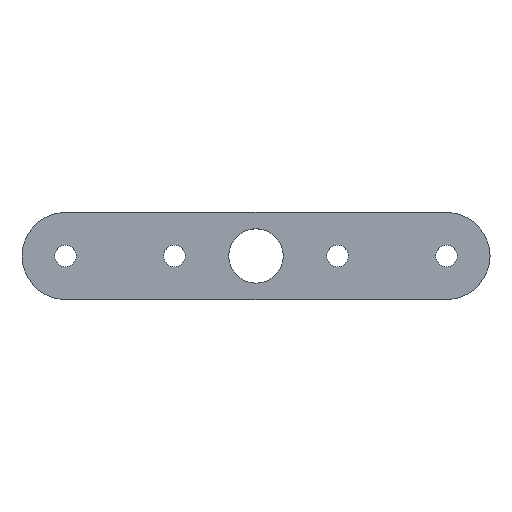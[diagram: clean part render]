
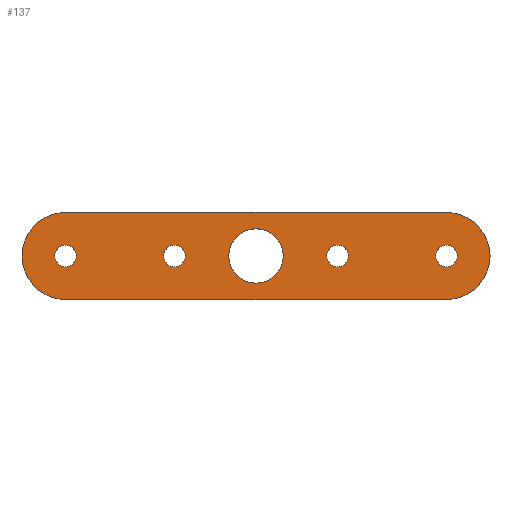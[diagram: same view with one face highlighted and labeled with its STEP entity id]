
A CAD part, top view. The second image highlights one B-rep face of the part: STEP entity #137.
In plain terms, the highlighted planar face has unit normal (0, 0, 1).
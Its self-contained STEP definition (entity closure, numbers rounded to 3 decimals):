
#17 = CARTESIAN_POINT ( 'NONE',  ( 13., 0., 2. ) ) ;
#22 = AXIS2_PLACEMENT_3D ( 'NONE', #576, #438, #499 ) ;
#23 = DIRECTION ( 'NONE',  ( 0., 0., 1. ) ) ;
#24 = EDGE_CURVE ( 'NONE', #252, #209, #442, .T. ) ;
#26 = CARTESIAN_POINT ( 'NONE',  ( 0., 0., 2. ) ) ;
#27 = AXIS2_PLACEMENT_3D ( 'NONE', #580, #433, #384 ) ;
#33 = EDGE_CURVE ( 'NONE', #158, #189, #641, .T. ) ;
#35 = CARTESIAN_POINT ( 'NONE',  ( -5., 0., 2. ) ) ;
#42 = DIRECTION ( 'NONE',  ( 1., 0., 0. ) ) ;
#43 = ORIENTED_EDGE ( 'NONE', *, *, #446, .T. ) ;
#49 = DIRECTION ( 'NONE',  ( 0., 0., 1. ) ) ;
#52 = CARTESIAN_POINT ( 'NONE',  ( -13., 0., 2. ) ) ;
#53 = DIRECTION ( 'NONE',  ( 0., 0., 1. ) ) ;
#67 = CARTESIAN_POINT ( 'NONE',  ( 35., 0., 2. ) ) ;
#69 = DIRECTION ( 'NONE',  ( 1., 0., 0. ) ) ;
#73 = ORIENTED_EDGE ( 'NONE', *, *, #240, .T. ) ;
#75 = DIRECTION ( 'NONE',  ( 1., 0., 0. ) ) ;
#77 = DIRECTION ( 'NONE',  ( 1., 0., 0. ) ) ;
#80 = DIRECTION ( 'NONE',  ( 0., 0., 1. ) ) ;
#82 = AXIS2_PLACEMENT_3D ( 'NONE', #295, #49, #505 ) ;
#85 = AXIS2_PLACEMENT_3D ( 'NONE', #530, #368, #280 ) ;
#86 = FACE_BOUND ( 'NONE', #412, .T. ) ;
#87 = ORIENTED_EDGE ( 'NONE', *, *, #570, .T. ) ;
#91 = VECTOR ( 'NONE', #69, 1000. ) ;
#92 = DIRECTION ( 'NONE',  ( 1., 0., 0. ) ) ;
#99 = CARTESIAN_POINT ( 'NONE',  ( 35., 8., 2. ) ) ;
#104 = CARTESIAN_POINT ( 'NONE',  ( -35., 8., 2. ) ) ;
#108 = CARTESIAN_POINT ( 'NONE',  ( -35., -8., 2. ) ) ;
#122 = DIRECTION ( 'NONE',  ( 1., 0., 0. ) ) ;
#130 = FACE_BOUND ( 'NONE', #517, .T. ) ;
#131 = DIRECTION ( 'NONE',  ( 1., 0., 0. ) ) ;
#133 = FACE_OUTER_BOUND ( 'NONE', #520, .T. ) ;
#135 = CARTESIAN_POINT ( 'NONE',  ( -35., 0., 2. ) ) ;
#137 = ADVANCED_FACE ( 'NONE', ( #86, #281, #133, #130, #630, #533 ), #325, .T. ) ;
#141 = CIRCLE ( 'NONE', #512, 2. ) ;
#156 = CARTESIAN_POINT ( 'NONE',  ( -43., 0., 2. ) ) ;
#158 = VERTEX_POINT ( 'NONE', #528 ) ;
#161 = EDGE_CURVE ( 'NONE', #507, #597, #141, .T. ) ;
#162 = VERTEX_POINT ( 'NONE', #383 ) ;
#168 = DIRECTION ( 'NONE',  ( 1., 0., 0. ) ) ;
#169 = CIRCLE ( 'NONE', #571, 8. ) ;
#171 = CIRCLE ( 'NONE', #398, 8. ) ;
#174 = EDGE_CURVE ( 'NONE', #350, #553, #223, .T. ) ;
#177 = CARTESIAN_POINT ( 'NONE',  ( -37., 0., 2. ) ) ;
#179 = CARTESIAN_POINT ( 'NONE',  ( 33., 0., 2. ) ) ;
#183 = DIRECTION ( 'NONE',  ( 0., 0., 1. ) ) ;
#189 = VERTEX_POINT ( 'NONE', #52 ) ;
#195 = VECTOR ( 'NONE', #562, 1000. ) ;
#209 = VERTEX_POINT ( 'NONE', #241 ) ;
#212 = DIRECTION ( 'NONE',  ( 1., 0., 0. ) ) ;
#217 = EDGE_CURVE ( 'NONE', #559, #602, #613, .T. ) ;
#218 = CIRCLE ( 'NONE', #327, 8. ) ;
#223 = CIRCLE ( 'NONE', #27, 2. ) ;
#240 = EDGE_CURVE ( 'NONE', #444, #162, #218, .T. ) ;
#241 = CARTESIAN_POINT ( 'NONE',  ( 37., 0., 2. ) ) ;
#252 = VERTEX_POINT ( 'NONE', #179 ) ;
#257 = VERTEX_POINT ( 'NONE', #99 ) ;
#260 = AXIS2_PLACEMENT_3D ( 'NONE', #403, #457, #212 ) ;
#261 = ORIENTED_EDGE ( 'NONE', *, *, #161, .F. ) ;
#265 = LINE ( 'NONE', #416, #195 ) ;
#268 = EDGE_CURVE ( 'NONE', #209, #252, #529, .T. ) ;
#270 = ORIENTED_EDGE ( 'NONE', *, *, #367, .T. ) ;
#280 = DIRECTION ( 'NONE',  ( 1., 0., 0. ) ) ;
#281 = FACE_BOUND ( 'NONE', #453, .T. ) ;
#282 = AXIS2_PLACEMENT_3D ( 'NONE', #572, #23, #75 ) ;
#285 = VERTEX_POINT ( 'NONE', #104 ) ;
#295 = CARTESIAN_POINT ( 'NONE',  ( 0., 0., 2. ) ) ;
#307 = EDGE_LOOP ( 'NONE', ( #636, #351 ) ) ;
#308 = ORIENTED_EDGE ( 'NONE', *, *, #555, .F. ) ;
#315 = CIRCLE ( 'NONE', #85, 2. ) ;
#317 = CARTESIAN_POINT ( 'NONE',  ( 35., -8., 2. ) ) ;
#321 = DIRECTION ( 'NONE',  ( 0., 0., 1. ) ) ;
#324 = CARTESIAN_POINT ( 'NONE',  ( 17., 0., 2. ) ) ;
#325 = PLANE ( 'NONE',  #439 ) ;
#327 = AXIS2_PLACEMENT_3D ( 'NONE', #646, #425, #131 ) ;
#334 = EDGE_CURVE ( 'NONE', #257, #285, #265, .T. ) ;
#343 = CARTESIAN_POINT ( 'NONE',  ( -15., 0., 2. ) ) ;
#349 = LINE ( 'NONE', #108, #91 ) ;
#350 = VERTEX_POINT ( 'NONE', #17 ) ;
#351 = ORIENTED_EDGE ( 'NONE', *, *, #510, .F. ) ;
#365 = CARTESIAN_POINT ( 'NONE',  ( -35., 0., 2. ) ) ;
#367 = EDGE_CURVE ( 'NONE', #593, #257, #169, .T. ) ;
#368 = DIRECTION ( 'NONE',  ( 0., 0., 1. ) ) ;
#383 = CARTESIAN_POINT ( 'NONE',  ( -35., -8., 2. ) ) ;
#384 = DIRECTION ( 'NONE',  ( 1., 0., 0. ) ) ;
#398 = AXIS2_PLACEMENT_3D ( 'NONE', #365, #422, #122 ) ;
#400 = ORIENTED_EDGE ( 'NONE', *, *, #585, .F. ) ;
#403 = CARTESIAN_POINT ( 'NONE',  ( 35., 0., 2. ) ) ;
#412 = EDGE_LOOP ( 'NONE', ( #415, #400 ) ) ;
#415 = ORIENTED_EDGE ( 'NONE', *, *, #33, .F. ) ;
#416 = CARTESIAN_POINT ( 'NONE',  ( -35., 8., 2. ) ) ;
#420 = DIRECTION ( 'NONE',  ( 0., 0., 1. ) ) ;
#422 = DIRECTION ( 'NONE',  ( 0., 0., 1. ) ) ;
#425 = DIRECTION ( 'NONE',  ( 0., 0., 1. ) ) ;
#431 = CIRCLE ( 'NONE', #522, 2. ) ;
#433 = DIRECTION ( 'NONE',  ( 0., 0., 1. ) ) ;
#438 = DIRECTION ( 'NONE',  ( 0., 0., 1. ) ) ;
#439 = AXIS2_PLACEMENT_3D ( 'NONE', #485, #183, #92 ) ;
#442 = CIRCLE ( 'NONE', #260, 2. ) ;
#444 = VERTEX_POINT ( 'NONE', #156 ) ;
#446 = EDGE_CURVE ( 'NONE', #162, #593, #349, .T. ) ;
#453 = EDGE_LOOP ( 'NONE', ( #261, #308 ) ) ;
#457 = DIRECTION ( 'NONE',  ( 0., 0., 1. ) ) ;
#460 = ORIENTED_EDGE ( 'NONE', *, *, #217, .F. ) ;
#471 = CARTESIAN_POINT ( 'NONE',  ( 5., 0., 2. ) ) ;
#485 = CARTESIAN_POINT ( 'NONE',  ( -35., 0., 2. ) ) ;
#499 = DIRECTION ( 'NONE',  ( 1., 0., 0. ) ) ;
#505 = DIRECTION ( 'NONE',  ( 1., 0., 0. ) ) ;
#507 = VERTEX_POINT ( 'NONE', #177 ) ;
#510 = EDGE_CURVE ( 'NONE', #553, #350, #431, .T. ) ;
#511 = ORIENTED_EDGE ( 'NONE', *, *, #612, .F. ) ;
#512 = AXIS2_PLACEMENT_3D ( 'NONE', #135, #80, #42 ) ;
#517 = EDGE_LOOP ( 'NONE', ( #645, #560 ) ) ;
#519 = CIRCLE ( 'NONE', #615, 5. ) ;
#520 = EDGE_LOOP ( 'NONE', ( #87, #73, #43, #270, #611 ) ) ;
#522 = AXIS2_PLACEMENT_3D ( 'NONE', #577, #321, #77 ) ;
#528 = CARTESIAN_POINT ( 'NONE',  ( -17., 0., 2. ) ) ;
#529 = CIRCLE ( 'NONE', #22, 2. ) ;
#530 = CARTESIAN_POINT ( 'NONE',  ( -35., 0., 2. ) ) ;
#533 = FACE_BOUND ( 'NONE', #538, .T. ) ;
#535 = CIRCLE ( 'NONE', #282, 2. ) ;
#538 = EDGE_LOOP ( 'NONE', ( #460, #511 ) ) ;
#547 = DIRECTION ( 'NONE',  ( 1., 0., 0. ) ) ;
#553 = VERTEX_POINT ( 'NONE', #324 ) ;
#555 = EDGE_CURVE ( 'NONE', #597, #507, #315, .T. ) ;
#558 = DIRECTION ( 'NONE',  ( 0., 0., 1. ) ) ;
#559 = VERTEX_POINT ( 'NONE', #35 ) ;
#560 = ORIENTED_EDGE ( 'NONE', *, *, #268, .F. ) ;
#562 = DIRECTION ( 'NONE',  ( -1., 0., 0. ) ) ;
#570 = EDGE_CURVE ( 'NONE', #285, #444, #171, .T. ) ;
#571 = AXIS2_PLACEMENT_3D ( 'NONE', #67, #558, #168 ) ;
#572 = CARTESIAN_POINT ( 'NONE',  ( -15., 0., 2. ) ) ;
#573 = CARTESIAN_POINT ( 'NONE',  ( -33., 0., 2. ) ) ;
#576 = CARTESIAN_POINT ( 'NONE',  ( 35., 0., 2. ) ) ;
#577 = CARTESIAN_POINT ( 'NONE',  ( 15., 0., 2. ) ) ;
#580 = CARTESIAN_POINT ( 'NONE',  ( 15., 0., 2. ) ) ;
#585 = EDGE_CURVE ( 'NONE', #189, #158, #535, .T. ) ;
#593 = VERTEX_POINT ( 'NONE', #317 ) ;
#597 = VERTEX_POINT ( 'NONE', #573 ) ;
#602 = VERTEX_POINT ( 'NONE', #471 ) ;
#611 = ORIENTED_EDGE ( 'NONE', *, *, #334, .T. ) ;
#612 = EDGE_CURVE ( 'NONE', #602, #559, #519, .T. ) ;
#613 = CIRCLE ( 'NONE', #82, 5. ) ;
#615 = AXIS2_PLACEMENT_3D ( 'NONE', #26, #420, #620 ) ;
#619 = AXIS2_PLACEMENT_3D ( 'NONE', #343, #53, #547 ) ;
#620 = DIRECTION ( 'NONE',  ( 1., 0., 0. ) ) ;
#630 = FACE_BOUND ( 'NONE', #307, .T. ) ;
#636 = ORIENTED_EDGE ( 'NONE', *, *, #174, .F. ) ;
#641 = CIRCLE ( 'NONE', #619, 2. ) ;
#645 = ORIENTED_EDGE ( 'NONE', *, *, #24, .F. ) ;
#646 = CARTESIAN_POINT ( 'NONE',  ( -35., 0., 2. ) ) ;
